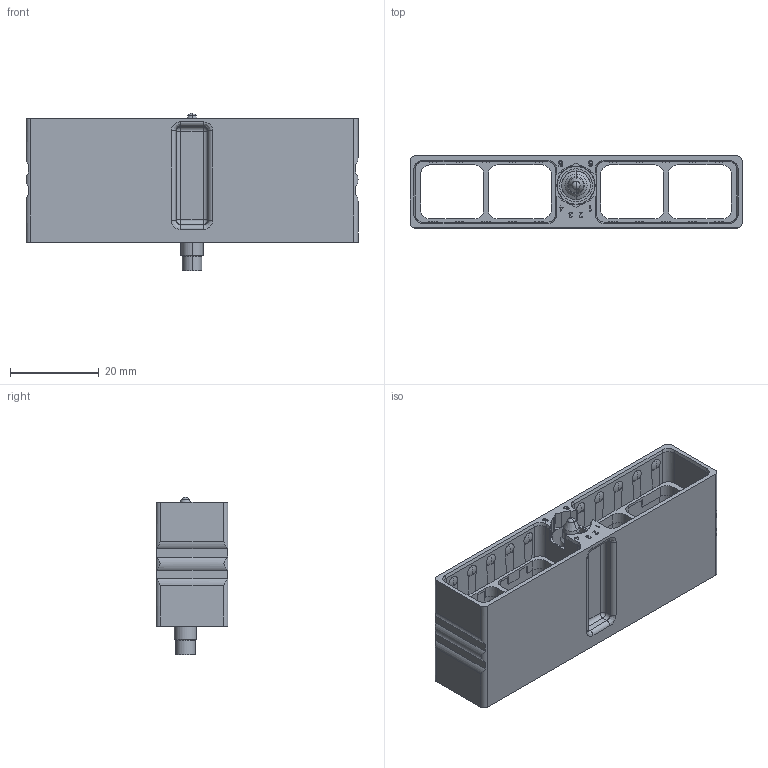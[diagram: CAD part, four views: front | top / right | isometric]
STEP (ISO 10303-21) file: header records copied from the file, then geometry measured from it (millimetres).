
FILE_DESCRIPTION((''),'2;1');
FILE_NAME('33515524303','2020-01-22T',('presta_be4'),(''),'CREO PARAMETRIC BY PTC INC, 2018360','CREO PARAMETRIC BY PTC INC, 2018360','');
FILE_SCHEMA(('CONFIG_CONTROL_DESIGN'));
Length unit declared in the file: millimetre
Products named in the file (1): 33515524303
Bounding box: 74.9 x 16.2 x 35.55 mm (x, y, z)
Volume: 9452.2 mm3; surface area: 12857.4 mm2
Topology: 1 solids, 1 shells, 971 faces, 2706 edges, 1744 vertices
Faces by surface type: plane 718, cylinder 150, sphere 49, cone 24, torus 16, bspline 14
Entity records: 32072 total; most frequent: CARTESIAN_POINT 7315, ORIENTED_EDGE 5324, DIRECTION 4847, EDGE_CURVE 2662, VECTOR 2089, LINE 2089, VERTEX_POINT 1744, AXIS2_PLACEMENT_3D 1379
